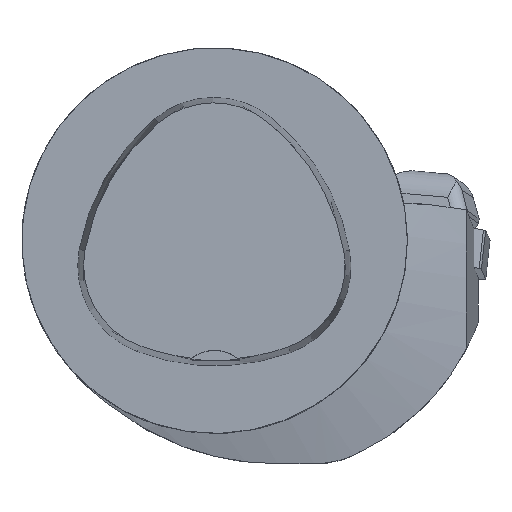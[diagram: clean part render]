
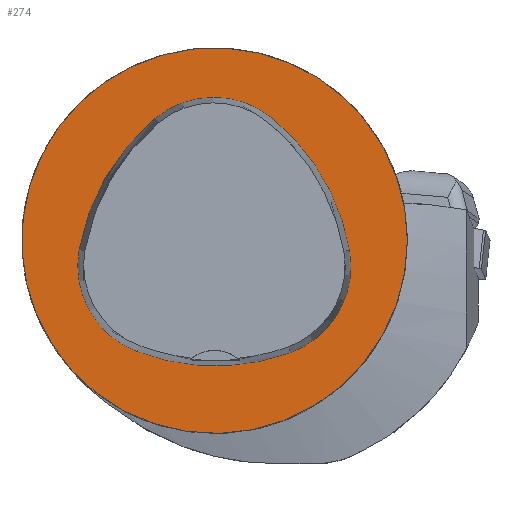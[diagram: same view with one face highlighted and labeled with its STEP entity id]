
A CAD part, top view. The second image highlights one B-rep face of the part: STEP entity #274.
In plain terms, the highlighted planar face has unit normal (0, 0, 1).
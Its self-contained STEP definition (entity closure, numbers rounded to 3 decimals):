
#274=ADVANCED_FACE('',(#680,#681),#349,.T.);
#349=PLANE('',#1860);
#680=FACE_BOUND('',#722,.T.);
#681=FACE_BOUND('',#723,.T.);
#722=EDGE_LOOP('',(#975,#976,#977,#978,#979,#980));
#723=EDGE_LOOP('',(#981));
#975=ORIENTED_EDGE('',*,*,#1546,.F.);
#976=ORIENTED_EDGE('',*,*,#1541,.F.);
#977=ORIENTED_EDGE('',*,*,#1536,.F.);
#978=ORIENTED_EDGE('',*,*,#1533,.F.);
#979=ORIENTED_EDGE('',*,*,#1530,.F.);
#980=ORIENTED_EDGE('',*,*,#1526,.F.);
#981=ORIENTED_EDGE('',*,*,#1508,.T.);
#1335=VERTEX_POINT('',#2716);
#1351=VERTEX_POINT('',#2780);
#1352=VERTEX_POINT('',#2781);
#1355=VERTEX_POINT('',#2789);
#1357=VERTEX_POINT('',#2795);
#1359=VERTEX_POINT('',#2801);
#1363=VERTEX_POINT('',#2814);
#1508=EDGE_CURVE('',#1335,#1335,#1665,.T.);
#1526=EDGE_CURVE('',#1351,#1352,#1667,.T.);
#1530=EDGE_CURVE('',#1352,#1355,#1669,.T.);
#1533=EDGE_CURVE('',#1355,#1357,#1671,.T.);
#1536=EDGE_CURVE('',#1357,#1359,#1673,.T.);
#1541=EDGE_CURVE('',#1359,#1363,#1676,.T.);
#1546=EDGE_CURVE('',#1363,#1351,#1679,.T.);
#1665=CIRCLE('',#1830,31.5);
#1667=CIRCLE('',#1838,36.);
#1669=CIRCLE('',#1841,15.);
#1671=CIRCLE('',#1844,36.);
#1673=CIRCLE('',#1847,15.);
#1676=CIRCLE('',#1851,36.);
#1679=CIRCLE('',#1855,15.);
#1830=AXIS2_PLACEMENT_3D('',#2715,#2120,#2121);
#1838=AXIS2_PLACEMENT_3D('',#2779,#2140,#2141);
#1841=AXIS2_PLACEMENT_3D('',#2788,#2148,#2149);
#1844=AXIS2_PLACEMENT_3D('',#2794,#2155,#2156);
#1847=AXIS2_PLACEMENT_3D('',#2800,#2162,#2163);
#1851=AXIS2_PLACEMENT_3D('',#2813,#2171,#2172);
#1855=AXIS2_PLACEMENT_3D('',#2826,#2180,#2181);
#1860=AXIS2_PLACEMENT_3D('',#2831,#2190,#2191);
#2120=DIRECTION('',(0.,0.,1.));
#2121=DIRECTION('',(1.,0.,0.));
#2140=DIRECTION('',(0.,0.,1.));
#2141=DIRECTION('',(1.,0.,0.));
#2148=DIRECTION('',(0.,0.,1.));
#2149=DIRECTION('',(1.,0.,0.));
#2155=DIRECTION('',(0.,0.,1.));
#2156=DIRECTION('',(1.,0.,0.));
#2162=DIRECTION('',(0.,0.,1.));
#2163=DIRECTION('',(1.,0.,0.));
#2171=DIRECTION('',(0.,0.,1.));
#2172=DIRECTION('',(1.,0.,0.));
#2180=DIRECTION('',(0.,0.,1.));
#2181=DIRECTION('',(1.,0.,0.));
#2190=DIRECTION('',(0.,0.,1.));
#2191=DIRECTION('',(-1.,0.,0.));
#2715=CARTESIAN_POINT('',(0.,0.,0.));
#2716=CARTESIAN_POINT('',(31.5,0.,0.));
#2779=CARTESIAN_POINT('',(-13.398,-7.893,0.));
#2780=CARTESIAN_POINT('',(22.041,-1.562,0.));
#2781=CARTESIAN_POINT('',(9.317,20.036,0.));
#2788=CARTESIAN_POINT('',(-0.148,8.399,0.));
#2789=CARTESIAN_POINT('',(-9.779,19.898,0.));
#2794=CARTESIAN_POINT('',(13.337,-7.7,0.));
#2795=CARTESIAN_POINT('',(-22.122,-1.48,0.));
#2800=CARTESIAN_POINT('',(-7.347,-4.071,0.));
#2801=CARTESIAN_POINT('',(-12.693,-18.087,0.));
#2813=CARTESIAN_POINT('',(0.137,15.55,0.));
#2814=CARTESIAN_POINT('',(12.373,-18.307,0.));
#2826=CARTESIAN_POINT('',(7.275,-4.2,0.));
#2831=CARTESIAN_POINT('',(0.,0.,0.));
